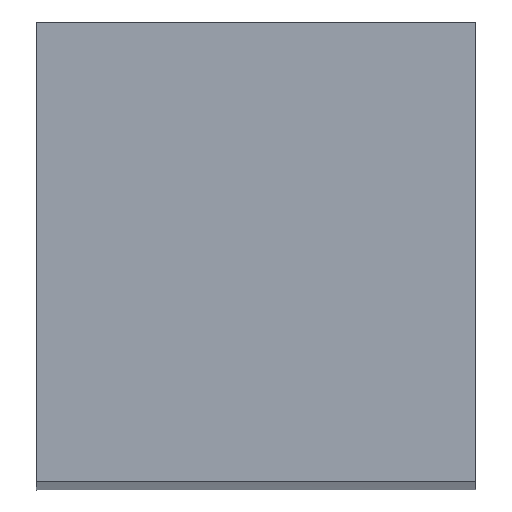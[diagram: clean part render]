
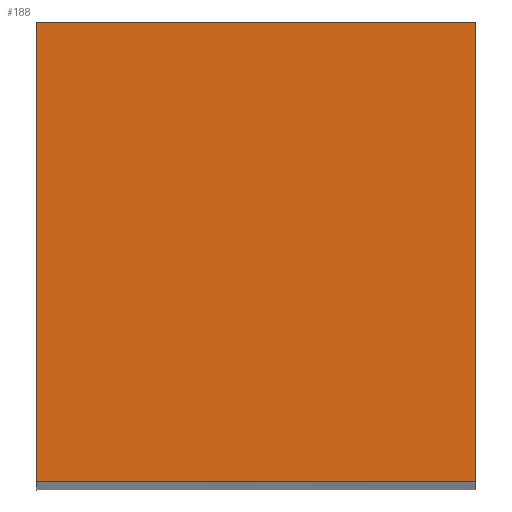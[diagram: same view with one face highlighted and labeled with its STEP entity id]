
A CAD part, left-side view. The second image highlights one B-rep face of the part: STEP entity #188.
In plain terms, the highlighted planar face has unit normal (-1, 0, 0).
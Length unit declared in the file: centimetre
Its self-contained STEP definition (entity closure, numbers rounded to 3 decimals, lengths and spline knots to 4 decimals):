
#30=FACE_OUTER_BOUND('',#41,.T.);
#41=EDGE_LOOP('',(#158,#159,#160,#161));
#58=LINE('',#281,#75);
#62=LINE('',#289,#79);
#67=LINE('',#309,#84);
#68=LINE('',#310,#85);
#75=VECTOR('',#224,1.);
#79=VECTOR('',#232,1.);
#84=VECTOR('',#255,1.);
#85=VECTOR('',#256,1.);
#92=VERTEX_POINT('',#278);
#93=VERTEX_POINT('',#280);
#95=VERTEX_POINT('',#288);
#101=VERTEX_POINT('',#308);
#109=EDGE_CURVE('',#92,#93,#58,.T.);
#113=EDGE_CURVE('',#95,#93,#62,.T.);
#123=EDGE_CURVE('',#101,#92,#67,.T.);
#124=EDGE_CURVE('',#95,#101,#68,.T.);
#158=ORIENTED_EDGE('',*,*,#113,.T.);
#159=ORIENTED_EDGE('',*,*,#109,.F.);
#160=ORIENTED_EDGE('',*,*,#123,.F.);
#161=ORIENTED_EDGE('',*,*,#124,.F.);
#179=PLANE('',#206);
#188=ADVANCED_FACE('',(#30),#179,.T.);
#206=AXIS2_PLACEMENT_3D('',#307,#253,#254);
#224=DIRECTION('',(0.,-1.,0.));
#232=DIRECTION('',(0.,0.,1.));
#253=DIRECTION('center_axis',(-1.,0.,0.));
#254=DIRECTION('ref_axis',(0.,0.,1.));
#255=DIRECTION('',(0.,0.,1.));
#256=DIRECTION('',(0.,1.,0.));
#278=CARTESIAN_POINT('',(-0.4579,5.9,-1.7));
#280=CARTESIAN_POINT('',(-0.4579,4.4,-1.7));
#281=CARTESIAN_POINT('',(-0.4579,4.4,-1.7));
#288=CARTESIAN_POINT('',(-0.4579,4.4,-3.2681));
#289=CARTESIAN_POINT('',(-0.4579,4.4,-3.2681));
#307=CARTESIAN_POINT('Origin',(-0.4579,4.4,-3.2681));
#308=CARTESIAN_POINT('',(-0.4579,5.9,-3.2681));
#309=CARTESIAN_POINT('',(-0.4579,5.9,-3.2681));
#310=CARTESIAN_POINT('',(-0.4579,4.4,-3.2681));
